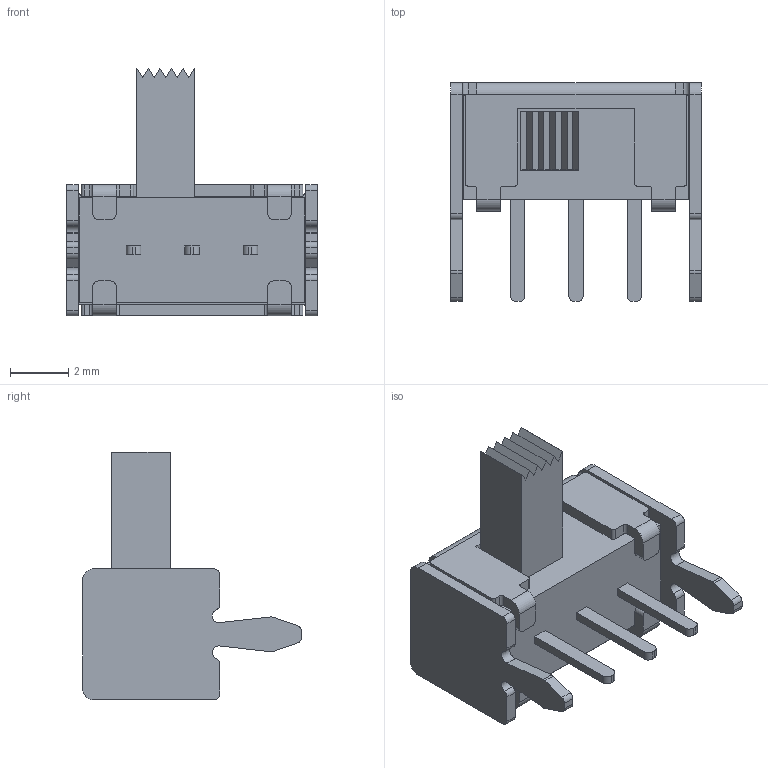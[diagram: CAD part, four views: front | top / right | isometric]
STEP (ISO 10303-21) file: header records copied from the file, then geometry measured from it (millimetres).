
FILE_DESCRIPTION((''),'2;1');
FILE_NAME('SK12D07L4X','2020-09-01T',('cwg'),(''),'PRO/ENGINEER BY PARAMETRIC TECHNOLOGY CORPORATION, 2010280','PRO/ENGINEER BY PARAMETRIC TECHNOLOGY CORPORATION, 2010280','');
FILE_SCHEMA(('CONFIG_CONTROL_DESIGN'));
Length unit declared in the file: millimetre
Products named in the file (1): SK12D07L4X
Bounding box: 8.6 x 7.5 x 8.5 mm (x, y, z)
Volume: 166.1 mm3; surface area: 468 mm2
Topology: 1 solids, 1 shells, 611 faces, 1745 edges, 1154 vertices
Faces by surface type: plane 541, cylinder 70
Entity records: 19667 total; most frequent: CARTESIAN_POINT 3544, ORIENTED_EDGE 3490, DIRECTION 3099, EDGE_CURVE 1745, VECTOR 1605, LINE 1605, VERTEX_POINT 1154, AXIS2_PLACEMENT_3D 747
